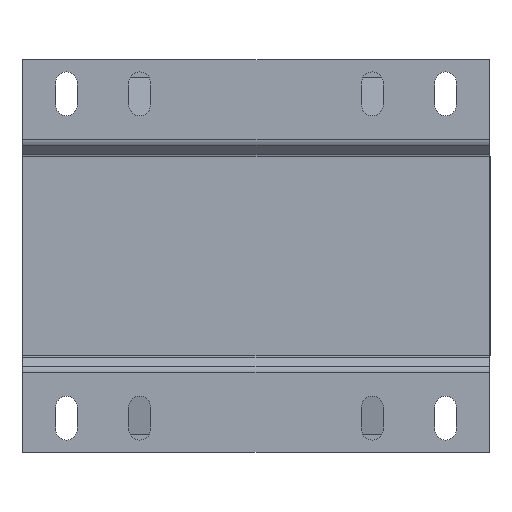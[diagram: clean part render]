
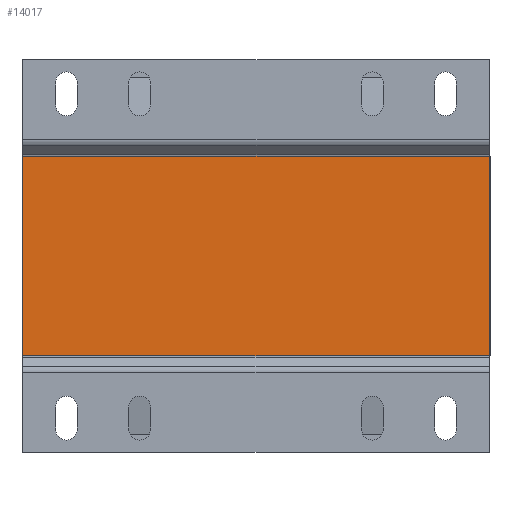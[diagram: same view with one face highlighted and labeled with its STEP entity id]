
A CAD part, front view. The second image highlights one B-rep face of the part: STEP entity #14017.
In plain terms, the highlighted planar face has unit normal (0, -1, 0).
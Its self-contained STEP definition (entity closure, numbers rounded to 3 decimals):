
#270 = CARTESIAN_POINT ( 'NONE',  ( 0., -82.5, 0. ) ) ;
#1455 = EDGE_CURVE ( 'NONE', #6576, #12472, #5824, .T. ) ;
#1909 = CARTESIAN_POINT ( 'NONE',  ( 95.75, -82.5, -41. ) ) ;
#1958 = VERTEX_POINT ( 'NONE', #10925 ) ;
#2891 = VECTOR ( 'NONE', #10073, 1000. ) ;
#3850 = CARTESIAN_POINT ( 'NONE',  ( -95.75, -82.5, 41. ) ) ;
#4798 = VECTOR ( 'NONE', #8074, 1000. ) ;
#4900 = VERTEX_POINT ( 'NONE', #1909 ) ;
#5007 = EDGE_CURVE ( 'NONE', #1958, #12472, #13418, .T. ) ;
#5824 = LINE ( 'NONE', #7735, #2891 ) ;
#5836 = LINE ( 'NONE', #9296, #4798 ) ;
#6576 = VERTEX_POINT ( 'NONE', #12650 ) ;
#7001 = ORIENTED_EDGE ( 'NONE', *, *, #13048, .F. ) ;
#7144 = EDGE_CURVE ( 'NONE', #4900, #6576, #5836, .T. ) ;
#7505 = DIRECTION ( 'NONE',  ( -1., 0., 0. ) ) ;
#7735 = CARTESIAN_POINT ( 'NONE',  ( -95.75, -82.5, 80.5 ) ) ;
#8074 = DIRECTION ( 'NONE',  ( -1., 0., 0. ) ) ;
#8149 = DIRECTION ( 'NONE',  ( 0., 1., 0. ) ) ;
#8210 = ORIENTED_EDGE ( 'NONE', *, *, #1455, .F. ) ;
#8220 = DIRECTION ( 'NONE',  ( 0., 0., -1. ) ) ;
#8379 = CARTESIAN_POINT ( 'NONE',  ( 95.75, -82.5, 80.5 ) ) ;
#8384 = ORIENTED_EDGE ( 'NONE', *, *, #7144, .F. ) ;
#9296 = CARTESIAN_POINT ( 'NONE',  ( 0., -82.5, -41. ) ) ;
#9463 = VECTOR ( 'NONE', #8220, 1000. ) ;
#9785 = VECTOR ( 'NONE', #7505, 1000. ) ;
#10073 = DIRECTION ( 'NONE',  ( 0., 0., 1. ) ) ;
#10395 = PLANE ( 'NONE',  #11991 ) ;
#10844 = LINE ( 'NONE', #8379, #9463 ) ;
#10925 = CARTESIAN_POINT ( 'NONE',  ( 95.75, -82.5, 41. ) ) ;
#10997 = EDGE_LOOP ( 'NONE', ( #8384, #7001, #14121, #8210 ) ) ;
#11531 = FACE_OUTER_BOUND ( 'NONE', #10997, .T. ) ;
#11991 = AXIS2_PLACEMENT_3D ( 'NONE', #270, #8149, #12666 ) ;
#12472 = VERTEX_POINT ( 'NONE', #3850 ) ;
#12650 = CARTESIAN_POINT ( 'NONE',  ( -95.75, -82.5, -41. ) ) ;
#12666 = DIRECTION ( 'NONE',  ( 1., 0., 0. ) ) ;
#13048 = EDGE_CURVE ( 'NONE', #1958, #4900, #10844, .T. ) ;
#13418 = LINE ( 'NONE', #14152, #9785 ) ;
#14017 = ADVANCED_FACE ( 'NONE', ( #11531 ), #10395, .F. ) ;
#14121 = ORIENTED_EDGE ( 'NONE', *, *, #5007, .T. ) ;
#14152 = CARTESIAN_POINT ( 'NONE',  ( 0., -82.5, 41. ) ) ;
